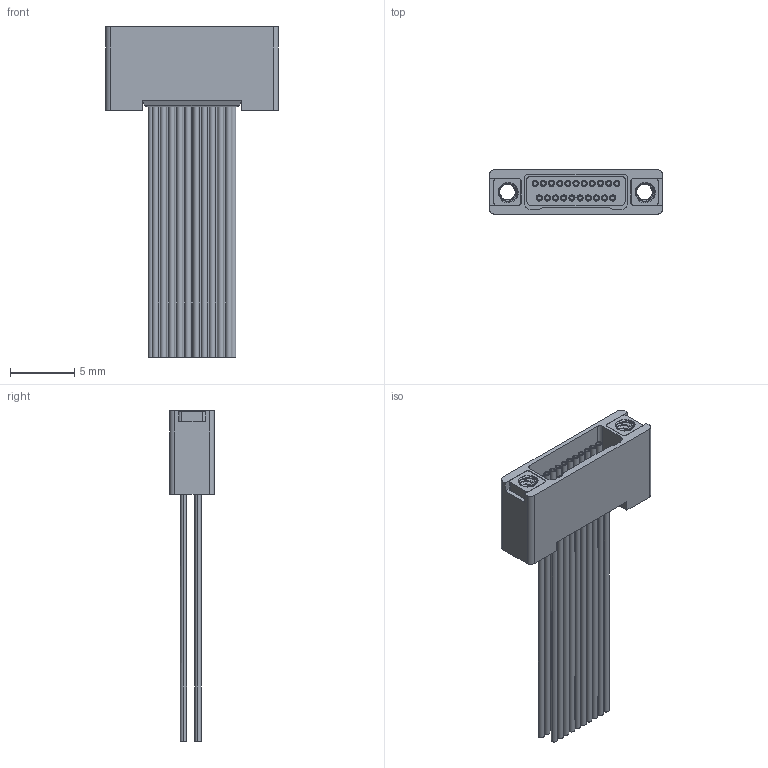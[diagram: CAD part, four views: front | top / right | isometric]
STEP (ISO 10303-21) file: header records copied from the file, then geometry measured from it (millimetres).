
FILE_DESCRIPTION((''),'2;1');
FILE_NAME('FWND0-S0210310-001','2024-11-05T',('gongcheng6'),(''),'PRO/ENGINEER BY PARAMETRIC TECHNOLOGY CORPORATION, 2010280','PRO/ENGINEER BY PARAMETRIC TECHNOLOGY CORPORATION, 2010280','');
FILE_SCHEMA(('CONFIG_CONTROL_DESIGN'));
Length unit declared in the file: millimetre
Products named in the file (1): FWND0-S0210310-001
Bounding box: 13.44 x 3.48 x 25.7 mm (x, y, z)
Volume: 286.1 mm3; surface area: 1312.3 mm2
Topology: 1 solids, 1 shells, 407 faces, 999 edges, 652 vertices
Faces by surface type: cylinder 255, plane 115, bspline 15, cone 14, torus 8
Entity records: 25479 total; most frequent: CARTESIAN_POINT 15833, DIRECTION 2002, ORIENTED_EDGE 1998, EDGE_CURVE 999, AXIS2_PLACEMENT_3D 804, VERTEX_POINT 652, EDGE_LOOP 469, CIRCLE 412
